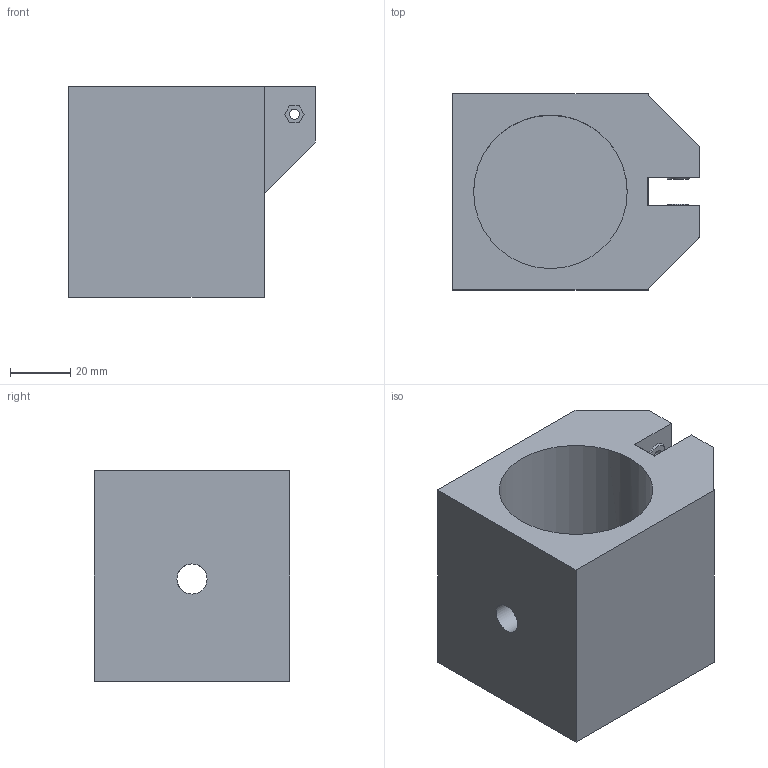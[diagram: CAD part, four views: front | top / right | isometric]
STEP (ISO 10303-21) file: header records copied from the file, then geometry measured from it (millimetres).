
FILE_DESCRIPTION(/* description */ (''),/* implementation_level */ '2;1');
FILE_NAME(/* name */ 'PTZ Truss ends v7.step',/* time_stamp */ '2020-12-13T18:35:22+00:00',/* author */ (''),/* organization */ (''),/* preprocessor_version */ 'ST-DEVELOPER v18.1',/* originating_system */ 'Autodesk Translation Framework v9.7.0.1280',/* authorisation */ '');
FILE_SCHEMA (('AUTOMOTIVE_DESIGN { 1 0 10303 214 3 1 1 }'));
Length unit declared in the file: millimetre
Products named in the file (1): PTZ Truss ends
Bounding box: 82 x 65 x 70 mm (x, y, z)
Volume: 189425.6 mm3; surface area: 39164.5 mm2
Topology: 1 solids, 1 shells, 99 faces, 252 edges, 168 vertices
Faces by surface type: plane 89, cylinder 8, cone 2
Full cylindrical faces by diameter (mm): 3.3 x2, 10 x2, 51 x1
Entity records: 3053 total; most frequent: CARTESIAN_POINT 588, ORIENTED_EDGE 504, DIRECTION 466, EDGE_CURVE 252, LINE 230, VECTOR 230, VERTEX_POINT 168, EDGE_LOOP 120
